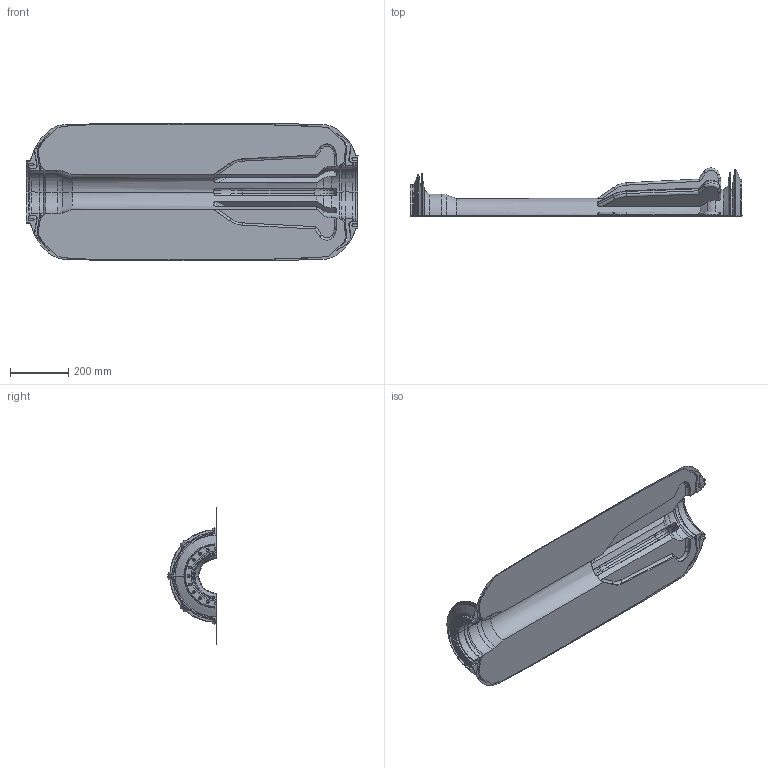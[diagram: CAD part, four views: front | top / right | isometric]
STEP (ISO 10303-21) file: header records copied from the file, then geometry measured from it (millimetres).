
FILE_DESCRIPTION(('CAx-IF Rec.Pracs.---Model Styling and Organization---1.2---2011-12-15','CAx-IF Rec.Pracs.---Geometric and Assembly Validation Properties---4.1---2014-06-16','CAx-IF Rec.Pracs.---PMI Polyline Presentation---2.0---2013-05-24'),'2;1');
FILE_NAME('test.stp','2025-07-18T02:42:34+08:00',('HyperWorksVersion-14.0.0.88'),(''),'STEP Interface 4.0 Sp3 by CT CoreTechnologie','3D_Kernel_IO4.0 Sp3 by CT CoreTechnologie','');
FILE_SCHEMA(('AUTOMOTIVE_DESIGN { 1 0 10303 214 1 1 1 1 }'));
Length unit declared in the file: millimetre
Products named in the file (1): test
Bounding box: 1139.6 x 164.91 x 472.8 mm (x, y, z)
Volume: 411646.7 mm3; surface area: 1397028.3 mm2
Topology: 14 solids, 23 shells, 528 faces, 1574 edges, 1056 vertices
Faces by surface type: bspline 528
Entity records: 33632 total; most frequent: CARTESIAN_POINT 17055, ORIENTED_EDGE 2732, DIRECTION 2183, EDGE_CURVE 1530, VERTEX_POINT 1056, VECTOR 827, LINE 827, AXIS2_PLACEMENT_3D 678
